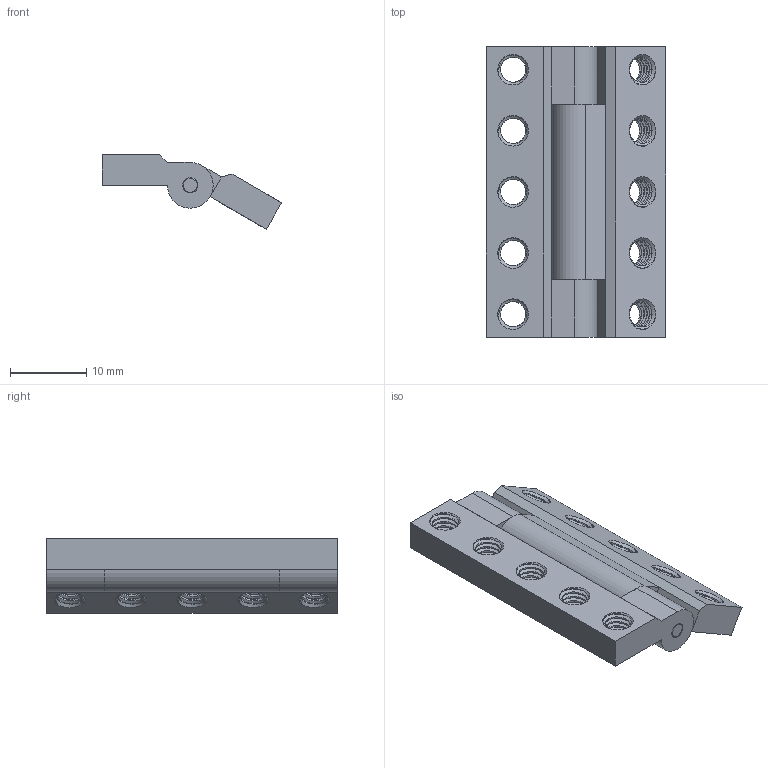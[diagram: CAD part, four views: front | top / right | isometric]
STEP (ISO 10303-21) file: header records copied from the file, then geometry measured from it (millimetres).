
FILE_DESCRIPTION( ( '' ), ' ' );
FILE_NAME( '5a2adfc25214870eedd3edcc.step', '2017-12-08T18:53:54', ( '' ), ( '' ), ' ', ' ', ' ' );
FILE_SCHEMA( ( 'AUTOMOTIVE_DESIGN { 1 0 10303 214 1 1 1 1 }' ) );
Length unit declared in the file: metre
Products named in the file (4): Assem1; 2902-0005-0038 pt 1; 2902-0005-0038 pt 2; 2902-0005-0038 pt 3
Assembly tree (3 placements, depth 2):
  Assem1
    2902-0005-0038 pt 1
    2902-0005-0038 pt 2
    2902-0005-0038 pt 3
Bounding box: 23.46 x 38 x 9.76 mm (x, y, z)
Volume: 3279.9 mm3; surface area: 3638.5 mm2
Topology: 3 solids, 3 shells, 93 faces, 664 edges, 577 vertices
Faces by surface type: cylinder 27, plane 24, cone 22, bspline 20
Full cylindrical faces by diameter (mm): 2 x4
Entity records: 13912 total; most frequent: CARTESIAN_POINT 9346, ORIENTED_EDGE 1310, EDGE_CURVE 655, VERTEX_POINT 574, DIRECTION 375, AXIS2_PLACEMENT_3D 163, EDGE_LOOP 125, FACE_OUTER_BOUND 97
